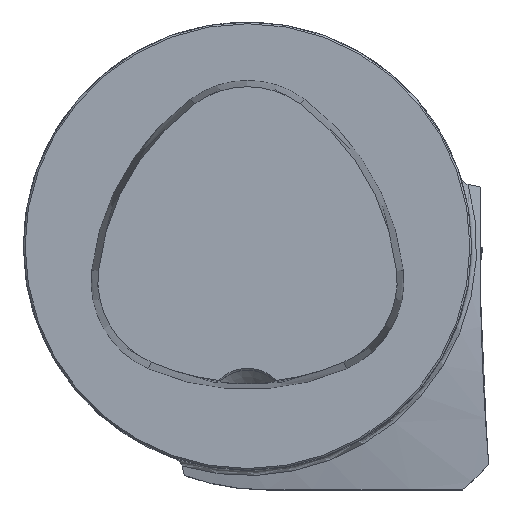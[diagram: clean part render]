
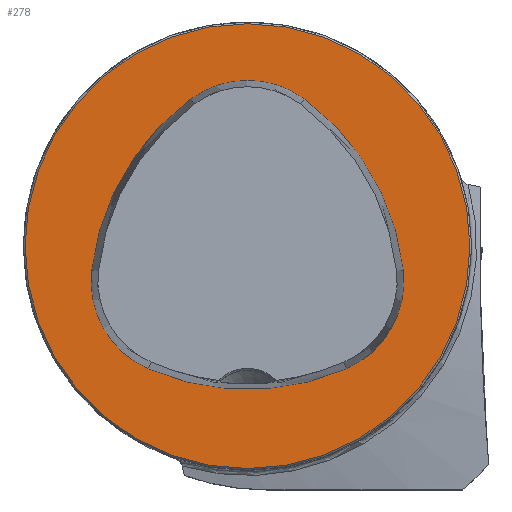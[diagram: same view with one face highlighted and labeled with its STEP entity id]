
A CAD part, top view. The second image highlights one B-rep face of the part: STEP entity #278.
In plain terms, the highlighted planar face has unit normal (0, 0, 1).
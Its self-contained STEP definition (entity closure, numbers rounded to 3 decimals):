
#113=FACE_BOUND('',#476,.T.);
#114=FACE_BOUND('',#477,.T.);
#278=ADVANCED_FACE('CU_E_LO_SU_1',(#113,#114),#348,.T.);
#348=PLANE('',#1619);
#476=EDGE_LOOP('',(#711,#712,#713,#714,#715,#716));
#477=EDGE_LOOP('',(#717));
#553=CIRCLE('',#1610,44.075);
#555=CIRCLE('',#1613,44.075);
#556=CIRCLE('',#1614,17.075);
#557=CIRCLE('',#1615,17.075);
#558=CIRCLE('',#1616,44.075);
#559=CIRCLE('',#1617,17.075);
#560=CIRCLE('',#1618,39.7);
#711=ORIENTED_EDGE('',*,*,#1235,.F.);
#712=ORIENTED_EDGE('',*,*,#1236,.F.);
#713=ORIENTED_EDGE('',*,*,#1228,.F.);
#714=ORIENTED_EDGE('',*,*,#1237,.F.);
#715=ORIENTED_EDGE('',*,*,#1238,.F.);
#716=ORIENTED_EDGE('',*,*,#1239,.F.);
#717=ORIENTED_EDGE('',*,*,#1240,.T.);
#1070=VERTEX_POINT('',#2665);
#1071=VERTEX_POINT('',#2667);
#1077=VERTEX_POINT('',#2699);
#1078=VERTEX_POINT('',#2700);
#1079=VERTEX_POINT('',#2703);
#1080=VERTEX_POINT('',#2705);
#1081=VERTEX_POINT('',#2708);
#1228=EDGE_CURVE('',#1070,#1071,#553,.T.);
#1235=EDGE_CURVE('',#1077,#1078,#555,.T.);
#1236=EDGE_CURVE('',#1071,#1077,#556,.T.);
#1237=EDGE_CURVE('',#1079,#1070,#557,.T.);
#1238=EDGE_CURVE('',#1080,#1079,#558,.T.);
#1239=EDGE_CURVE('',#1078,#1080,#559,.T.);
#1240=EDGE_CURVE('',#1081,#1081,#560,.T.);
#1610=AXIS2_PLACEMENT_3D('',#2666,#1824,#1825);
#1613=AXIS2_PLACEMENT_3D('',#2698,#1831,#1832);
#1614=AXIS2_PLACEMENT_3D('',#2701,#1833,#1834);
#1615=AXIS2_PLACEMENT_3D('',#2702,#1835,#1836);
#1616=AXIS2_PLACEMENT_3D('',#2704,#1837,#1838);
#1617=AXIS2_PLACEMENT_3D('',#2706,#1839,#1840);
#1618=AXIS2_PLACEMENT_3D('',#2707,#1841,#1842);
#1619=AXIS2_PLACEMENT_3D('',#2709,#1843,#1844);
#1824=DIRECTION('',(0.,0.,1.));
#1825=DIRECTION('',(-1.,0.,0.));
#1831=DIRECTION('',(0.,0.,1.));
#1832=DIRECTION('',(-1.,0.,0.));
#1833=DIRECTION('',(0.,0.,1.));
#1834=DIRECTION('',(-1.,0.,0.));
#1835=DIRECTION('',(0.,0.,1.));
#1836=DIRECTION('',(-1.,0.,0.));
#1837=DIRECTION('',(0.,0.,1.));
#1838=DIRECTION('',(-1.,0.,0.));
#1839=DIRECTION('',(0.,0.,1.));
#1840=DIRECTION('',(-1.,0.,0.));
#1841=DIRECTION('',(0.,0.,1.));
#1842=DIRECTION('',(-1.,0.,0.));
#1843=DIRECTION('',(0.,0.,1.));
#1844=DIRECTION('',(-1.,0.,0.));
#2665=CARTESIAN_POINT('',(-17.691,-21.869,0.));
#2666=CARTESIAN_POINT('',(0.,18.5,0.));
#2667=CARTESIAN_POINT('',(17.691,-21.869,0.));
#2698=CARTESIAN_POINT('',(-15.993,-9.254,0.));
#2699=CARTESIAN_POINT('',(27.805,-4.317,0.));
#2700=CARTESIAN_POINT('',(10.114,26.257,0.));
#2701=CARTESIAN_POINT('',(10.837,-6.23,0.));
#2702=CARTESIAN_POINT('',(-10.837,-6.23,0.));
#2703=CARTESIAN_POINT('',(-27.805,-4.317,0.));
#2704=CARTESIAN_POINT('',(15.993,-9.254,0.));
#2705=CARTESIAN_POINT('',(-10.114,26.257,0.));
#2706=CARTESIAN_POINT('',(0.,12.5,0.));
#2707=CARTESIAN_POINT('',(0.,0.,0.));
#2708=CARTESIAN_POINT('',(-39.7,0.,0.));
#2709=CARTESIAN_POINT('',(0.,0.,0.));
